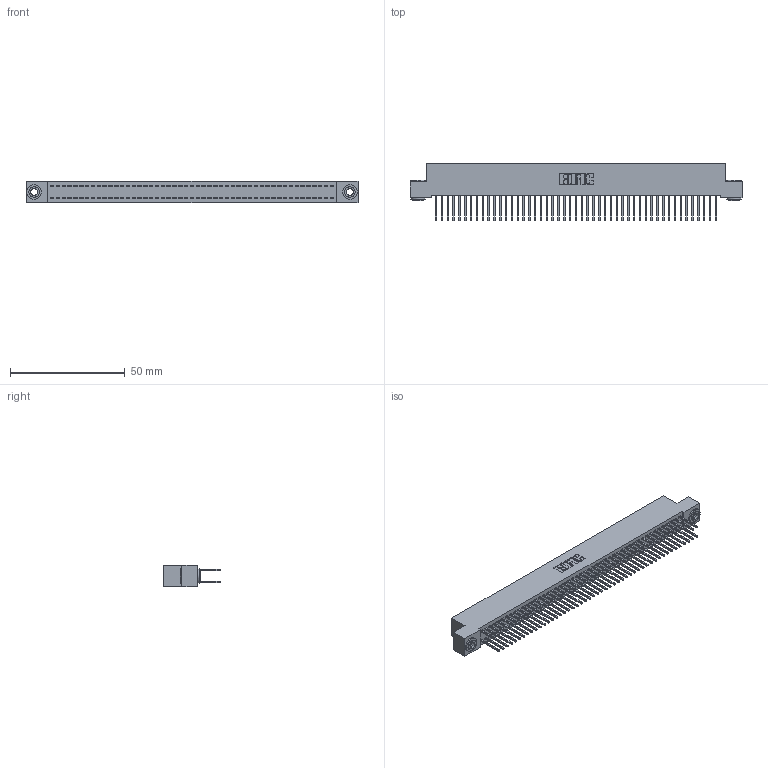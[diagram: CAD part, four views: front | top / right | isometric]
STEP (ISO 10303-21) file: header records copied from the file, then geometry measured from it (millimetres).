
FILE_DESCRIPTION (( 'STEP AP203' ), '1' );
FILE_NAME ('342-098-523-203.STEP', '2019-10-04T16:36:04', ( '' ), ( '' ), 'SwSTEP 2.0', 'SolidWorks 2016', '' );
FILE_SCHEMA (( 'CONFIG_CONTROL_DESIGN' ));
Length unit declared in the file: inch
Products named in the file (4): 345-292-001_345-293-123; 342-250-002_345-250-002-102; 342-098-523-203; 342 Part_.156 TH
Assembly tree (101 placements, depth 2):
  342-098-523-203
    342 Part_.156 TH
    345-292-001_345-293-123  x98
    342-250-002_345-250-002-102  x2
Bounding box: 144.78 x 25.15 x 9.4 mm (x, y, z)
Volume: 13265.3 mm3; surface area: 22833.6 mm2
Topology: 101 solids, 101 shells, 5244 faces, 15565 edges, 10242 vertices
Faces by surface type: plane 3604, cylinder 1632, cone 8
Entity records: 31154 total; most frequent: CARTESIAN_POINT 5129, ORIENTED_EDGE 5058, DIRECTION 4403, EDGE_CURVE 2529, LINE 2377, VECTOR 2377, VERTEX_POINT 1682, AXIS2_PLACEMENT_3D 1013
